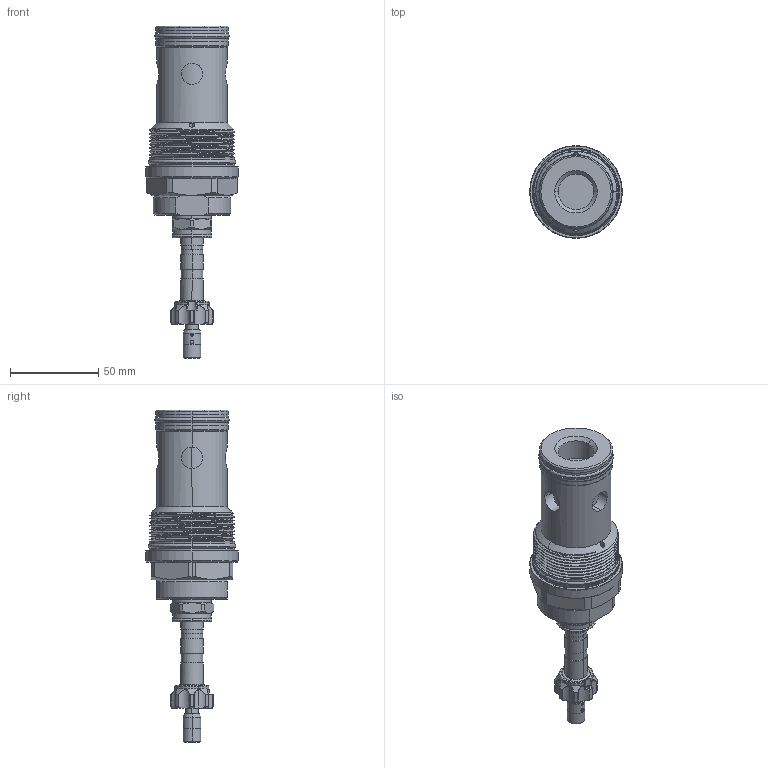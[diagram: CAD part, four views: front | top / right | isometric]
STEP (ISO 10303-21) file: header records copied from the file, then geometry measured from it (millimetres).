
FILE_DESCRIPTION (( 'STEP AP203' ), '1' );
FILE_NAME ('EP18A2A10T95.STEP', '2020-04-16T05:11:00', ( '' ), ( '' ), 'SwSTEP 2.0', 'SolidWorks 2018', '' );
FILE_SCHEMA (( 'CONFIG_CONTROL_DESIGN' ));
Length unit declared in the file: millimetre
Products named in the file (1): EP18A2A10T95
Bounding box: 52.37 x 52.37 x 187.6 mm (x, y, z)
Volume: 165816.2 mm3; surface area: 32210.5 mm2
Topology: 6 solids, 6 shells, 351 faces, 821 edges, 500 vertices
Faces by surface type: cylinder 165, cone 53, plane 49, torus 47, bspline 37
Entity records: 15514 total; most frequent: CARTESIAN_POINT 7766, ORIENTED_EDGE 1638, DIRECTION 1582, EDGE_CURVE 819, AXIS2_PLACEMENT_3D 676, VERTEX_POINT 500, EDGE_LOOP 383, CIRCLE 361
